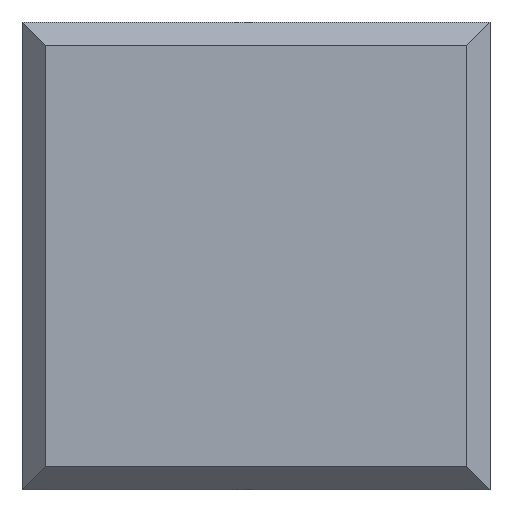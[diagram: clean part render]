
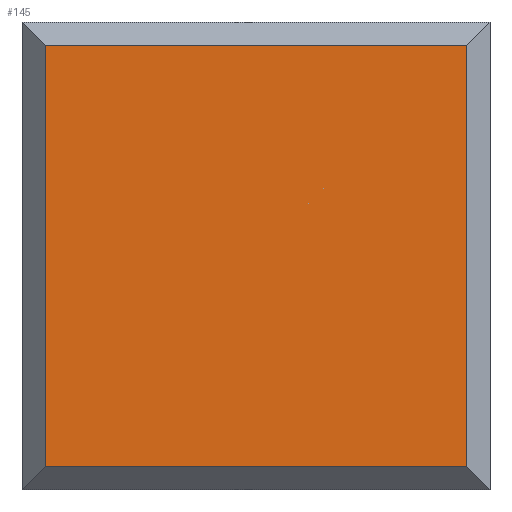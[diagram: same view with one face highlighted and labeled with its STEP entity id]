
A CAD part, front view. The second image highlights one B-rep face of the part: STEP entity #145.
In plain terms, the highlighted planar face has unit normal (0, -1, 0).
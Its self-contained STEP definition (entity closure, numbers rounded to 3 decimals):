
#10 = DIRECTION ( 'NONE',  ( 0., 0., 1. ) ) ;
#50 = VERTEX_POINT ( 'NONE', #121 ) ;
#88 = LINE ( 'NONE', #630, #91 ) ;
#91 = VECTOR ( 'NONE', #377, 1000. ) ;
#118 = ORIENTED_EDGE ( 'NONE', *, *, #415, .T. ) ;
#120 = VECTOR ( 'NONE', #264, 1000. ) ;
#121 = CARTESIAN_POINT ( 'NONE',  ( 4.5, -25., 0.5 ) ) ;
#128 = DIRECTION ( 'NONE',  ( 1., 0., 0. ) ) ;
#144 = CARTESIAN_POINT ( 'NONE',  ( -4.5, -25., 10. ) ) ;
#145 = ADVANCED_FACE ( 'NONE', ( #661 ), #667, .F. ) ;
#152 = ORIENTED_EDGE ( 'NONE', *, *, #679, .T. ) ;
#163 = ORIENTED_EDGE ( 'NONE', *, *, #217, .T. ) ;
#172 = CARTESIAN_POINT ( 'NONE',  ( 5., -25., 0.5 ) ) ;
#217 = EDGE_CURVE ( 'NONE', #601, #302, #267, .T. ) ;
#264 = DIRECTION ( 'NONE',  ( -1., 0., 0. ) ) ;
#267 = LINE ( 'NONE', #317, #120 ) ;
#291 = CARTESIAN_POINT ( 'NONE',  ( -5., -25., 10. ) ) ;
#302 = VERTEX_POINT ( 'NONE', #526 ) ;
#313 = EDGE_CURVE ( 'NONE', #50, #601, #88, .T. ) ;
#317 = CARTESIAN_POINT ( 'NONE',  ( -5., -25., 9.5 ) ) ;
#318 = AXIS2_PLACEMENT_3D ( 'NONE', #291, #458, #10 ) ;
#377 = DIRECTION ( 'NONE',  ( 0., 0., 1. ) ) ;
#415 = EDGE_CURVE ( 'NONE', #302, #680, #572, .T. ) ;
#437 = DIRECTION ( 'NONE',  ( 0., 0., -1. ) ) ;
#445 = CARTESIAN_POINT ( 'NONE',  ( 4.5, -25., 9.5 ) ) ;
#458 = DIRECTION ( 'NONE',  ( 0., 1., 0. ) ) ;
#502 = EDGE_LOOP ( 'NONE', ( #163, #118, #152, #563 ) ) ;
#523 = VECTOR ( 'NONE', #437, 1000. ) ;
#526 = CARTESIAN_POINT ( 'NONE',  ( -4.5, -25., 9.5 ) ) ;
#562 = CARTESIAN_POINT ( 'NONE',  ( -4.5, -25., 0.5 ) ) ;
#563 = ORIENTED_EDGE ( 'NONE', *, *, #313, .T. ) ;
#572 = LINE ( 'NONE', #144, #523 ) ;
#601 = VERTEX_POINT ( 'NONE', #445 ) ;
#630 = CARTESIAN_POINT ( 'NONE',  ( 4.5, -25., 10. ) ) ;
#655 = LINE ( 'NONE', #172, #691 ) ;
#661 = FACE_OUTER_BOUND ( 'NONE', #502, .T. ) ;
#667 = PLANE ( 'NONE',  #318 ) ;
#679 = EDGE_CURVE ( 'NONE', #680, #50, #655, .T. ) ;
#680 = VERTEX_POINT ( 'NONE', #562 ) ;
#691 = VECTOR ( 'NONE', #128, 1000. ) ;
